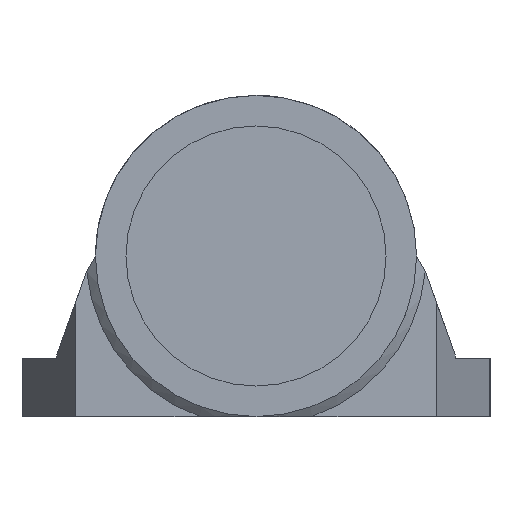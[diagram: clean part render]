
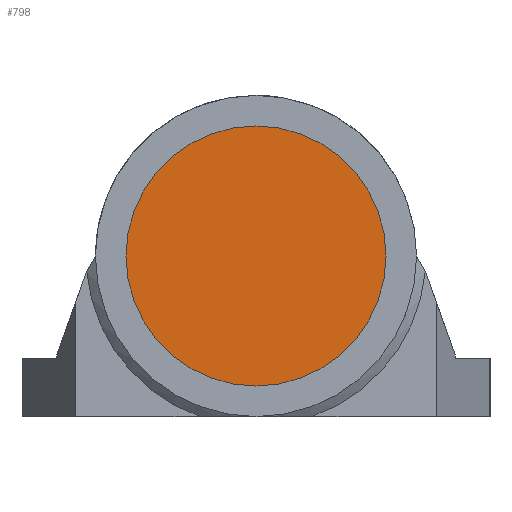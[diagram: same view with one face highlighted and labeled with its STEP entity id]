
A CAD part, left-side view. The second image highlights one B-rep face of the part: STEP entity #798.
In plain terms, the highlighted planar face has unit normal (-1, 0, 0).
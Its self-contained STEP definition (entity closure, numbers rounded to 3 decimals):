
#16 = DIRECTION ( 'NONE',  ( -1., 0., 0. ) ) ;
#20 = CARTESIAN_POINT ( 'NONE',  ( -9., 0., 10.5 ) ) ;
#22 = DIRECTION ( 'NONE',  ( 0., 0., 1. ) ) ;
#37 = VERTEX_POINT ( 'NONE', #53 ) ;
#53 = CARTESIAN_POINT ( 'NONE',  ( -9., 0., 19. ) ) ;
#95 = VERTEX_POINT ( 'NONE', #106 ) ;
#106 = CARTESIAN_POINT ( 'NONE',  ( -9., 0., 2. ) ) ;
#280 = CARTESIAN_POINT ( 'NONE',  ( -9., 0., 10.5 ) ) ;
#281 = DIRECTION ( 'NONE',  ( -1., 0., 0. ) ) ;
#282 = DIRECTION ( 'NONE',  ( 0., 0., 1. ) ) ;
#370 = CARTESIAN_POINT ( 'NONE',  ( -9., 0., 10.5 ) ) ;
#374 = PLANE ( 'NONE',  #741 ) ;
#377 = DIRECTION ( 'NONE',  ( -1., 0., 0. ) ) ;
#378 = DIRECTION ( 'NONE',  ( 0., 0., 1. ) ) ;
#501 = EDGE_LOOP ( 'NONE', ( #545, #548 ) ) ;
#545 = ORIENTED_EDGE ( 'NONE', *, *, #723, .T. ) ;
#548 = ORIENTED_EDGE ( 'NONE', *, *, #674, .T. ) ;
#586 = CIRCLE ( 'NONE', #740, 8.5 ) ;
#602 = FACE_OUTER_BOUND ( 'NONE', #501, .T. ) ;
#667 = AXIS2_PLACEMENT_3D ( 'NONE', #20, #16, #22 ) ;
#674 = EDGE_CURVE ( 'NONE', #95, #37, #822, .T. ) ;
#723 = EDGE_CURVE ( 'NONE', #37, #95, #586, .T. ) ;
#740 = AXIS2_PLACEMENT_3D ( 'NONE', #280, #281, #282 ) ;
#741 = AXIS2_PLACEMENT_3D ( 'NONE', #370, #377, #378 ) ;
#798 = ADVANCED_FACE ( 'NONE', ( #602 ), #374, .T. ) ;
#822 = CIRCLE ( 'NONE', #667, 8.5 ) ;
